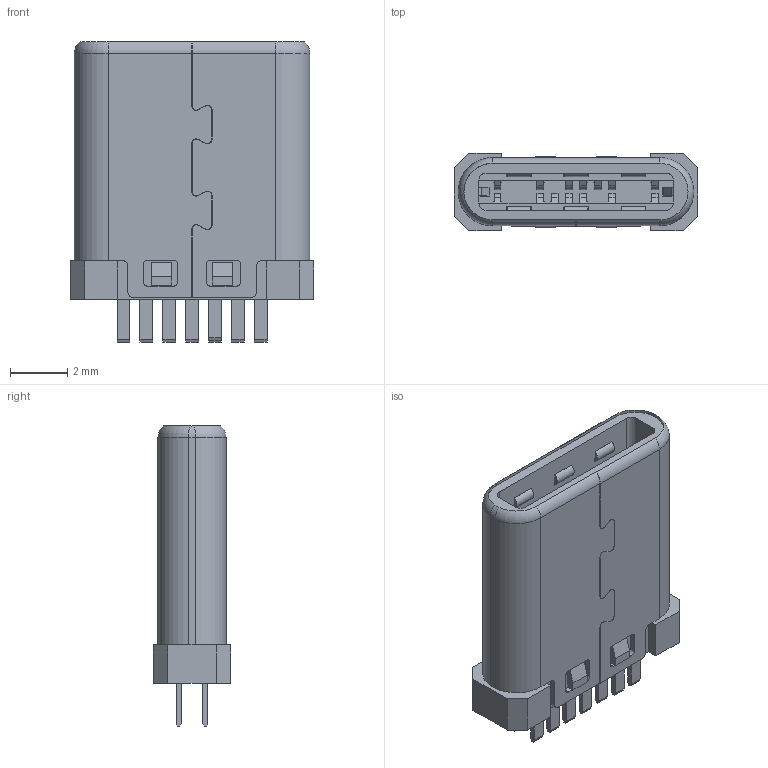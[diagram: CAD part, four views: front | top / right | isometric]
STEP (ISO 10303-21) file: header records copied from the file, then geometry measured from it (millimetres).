
FILE_DESCRIPTION((''),'2;1');
FILE_NAME('STD-TYPE_C_7P_L_9_0MM_ASM','2025-12-20T17:54:40',('Administrator'),(''),'CREO PARAMETRIC BY PTC INC, 2022073','CREO PARAMETRIC BY PTC INC, 2022073','');
FILE_SCHEMA(('AUTOMOTIVE_DESIGN { 1 0 10303 214 1 1 1 1 }'));
Length unit declared in the file: millimetre
Products named in the file (1): STD-TYPE_C_7P_L_9_0MM_ASM
Bounding box: 8.5 x 2.7 x 10.5 mm (x, y, z)
Volume: 136.1 mm3; surface area: 376.9 mm2
Topology: 1 solids, 3 shells, 562 faces, 1756 edges, 1188 vertices
Faces by surface type: plane 410, cylinder 123, bspline 24, torus 5
Entity records: 21807 total; most frequent: CARTESIAN_POINT 5945, ORIENTED_EDGE 3512, DIRECTION 3038, EDGE_CURVE 1756, VECTOR 1328, LINE 1328, VERTEX_POINT 1188, AXIS2_PLACEMENT_3D 855
